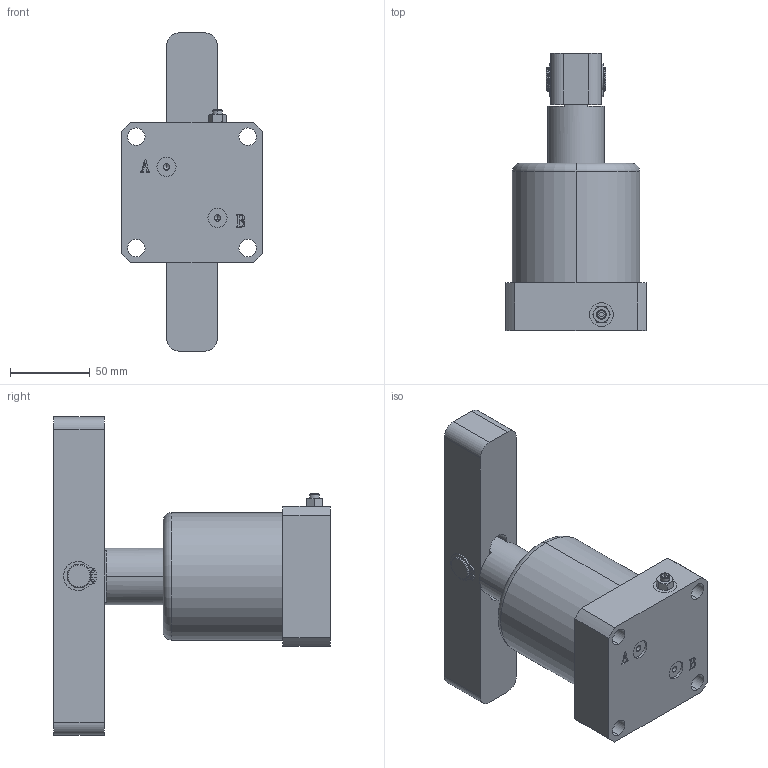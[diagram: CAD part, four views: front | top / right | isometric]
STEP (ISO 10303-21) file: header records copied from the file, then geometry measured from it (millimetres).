
FILE_DESCRIPTION (( 'STEP AP203' ), '1' );
FILE_NAME ('HSL-MF63D.STEP', '2020-09-15T03:54:50', ( '微软用户' ), ( '微软中国' ), 'SwSTEP 2.0', 'SolidWorks 2012', '' );
FILE_SCHEMA (( 'CONFIG_CONTROL_DESIGN' ));
Length unit declared in the file: millimetre
Products named in the file (7): HSL-MF63D; G1-4覃厒概; circlips for shaft--type a large gb_GB_CONNECTING_PIECE_RING_RRA 16; HSL-MF63D蛌褒詰揤旋杻秶; HSL-63D转角缸活塞杆; HSL-MF63D蛌褒詰隅弇种; HSL-MF63S蛌褒詰掛极
Assembly tree (7 placements, depth 2):
  HSL-MF63D
    HSL-MF63S蛌褒詰掛极
    HSL-MF63D蛌褒詰隅弇种
    HSL-63D转角缸活塞杆
    HSL-MF63D蛌褒詰揤旋杻秶
    circlips for shaft--type a large gb_GB_CONNECTING_PIECE_RING_RRA 16  x2
    G1-4覃厒概
Bounding box: 88 x 174 x 200 mm (x, y, z)
Volume: 726099.6 mm3; surface area: 121301.5 mm2
Topology: 7 solids, 7 shells, 249 faces, 606 edges, 390 vertices
Faces by surface type: plane 101, cylinder 94, cone 32, bspline 16, torus 6
Entity records: 8201 total; most frequent: CARTESIAN_POINT 2101, DIRECTION 1124, ORIENTED_EDGE 1084, EDGE_CURVE 542, AXIS2_PLACEMENT_3D 421, VERTEX_POINT 350, VECTOR 282, LINE 282
